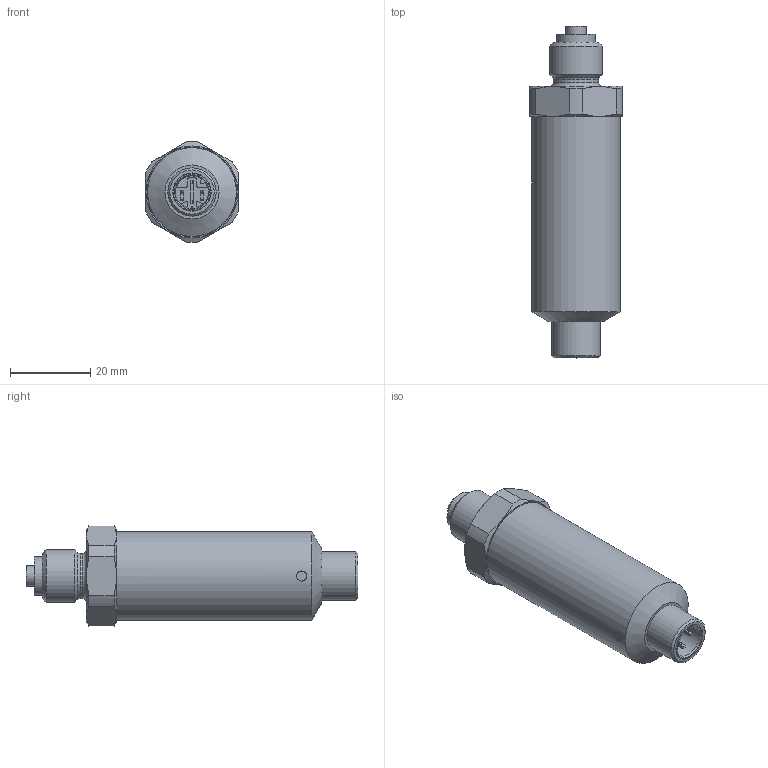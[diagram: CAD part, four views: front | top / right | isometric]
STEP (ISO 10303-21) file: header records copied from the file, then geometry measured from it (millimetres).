
FILE_DESCRIPTION( ( 'Druckaufnehmer G1" cone als STP an ' ), '1' );
FILE_NAME( 'PBMx_xxxxxxxx1402xxx.stp', '8.4.2011', ( 'Daniel Bosshard' ), ( 'Baumer electric AG, Process Instrumentation, CH8501 Frauenfeld' ), 'PSStep 14.0', 'Solid Edge ST3', ' ' );
FILE_SCHEMA( ( 'AUTOMOTIVE_DESIGN { 1 0 10303 214 1 1 1 1 }' ) );
Length unit declared in the file: millimetre
Products named in the file (1): 11008878
Bounding box: 23 x 82.5 x 24.99 mm (x, y, z)
Volume: 24584.8 mm3; surface area: 7148.7 mm2
Topology: 1 solids, 4 shells, 170 faces, 426 edges, 279 vertices
Faces by surface type: plane 102, cylinder 50, cone 14, torus 4
Full cylindrical faces by diameter (mm): 0.4 x1, 0.8 x1, 4 x1, 5 x1, 9.4 x1, 9.45 x1, 9.5 x2, 11.2 x1, 12 x1, 13.157 x1, 20.3 x1, 22.1 x1, 22.3 x1
Entity records: 6380 total; most frequent: CARTESIAN_POINT 1036, DIRECTION 836, ORIENTED_EDGE 774, EDGE_CURVE 387, AXIS2_PLACEMENT_3D 300, VERTEX_POINT 268, LINE 236, VECTOR 236
